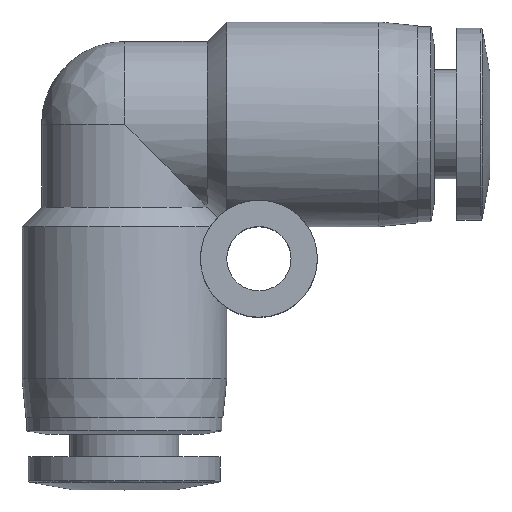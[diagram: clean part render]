
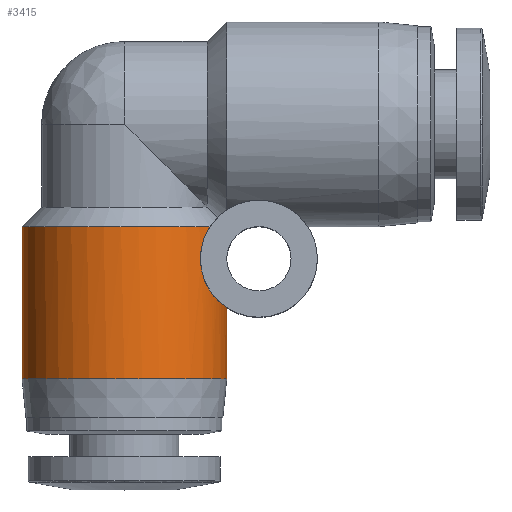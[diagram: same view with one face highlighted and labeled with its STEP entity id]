
A CAD part, top view. The second image highlights one B-rep face of the part: STEP entity #3415.
In plain terms, the highlighted cylindrical face has radius 5.25 mm (diameter 10.5 mm), a partial arc.
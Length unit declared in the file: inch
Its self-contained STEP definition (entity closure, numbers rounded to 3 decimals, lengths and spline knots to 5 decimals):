
#36 = AXIS2_PLACEMENT_3D ( 'NONE', #3659, #3647, #3637 ) ;
#81 = DIRECTION ( 'NONE',  ( 0., 1., 0. ) ) ;
#91 = DIRECTION ( 'NONE',  ( -1., 0., 0. ) ) ;
#102 = VECTOR ( 'NONE', #2971, 39.37008 ) ;
#134 = CARTESIAN_POINT ( 'NONE',  ( 0.17696, -0.34253, 0.107 ) ) ;
#147 = EDGE_CURVE ( 'NONE', #2786, #2714, #3592, .T. ) ;
#432 = CARTESIAN_POINT ( 'NONE',  ( 0.18744, -0.35463, 0.08743 ) ) ;
#603 = CARTESIAN_POINT ( 'NONE',  ( 0.17037, -0.21071, 0.11714 ) ) ;
#609 = ORIENTED_EDGE ( 'NONE', *, *, #147, .T. ) ;
#618 = AXIS2_PLACEMENT_3D ( 'NONE', #3658, #3646, #3635 ) ;
#634 = CARTESIAN_POINT ( 'NONE',  ( 0.16782, -0.21511, 0.12073 ) ) ;
#696 = DIRECTION ( 'NONE',  ( 0., 1., 0. ) ) ;
#717 = CYLINDRICAL_SURFACE ( 'NONE', #1204, 0.20669 ) ;
#742 = CARTESIAN_POINT ( 'NONE',  ( 0.15354, -0.28002, 0.13837 ) ) ;
#755 = CARTESIAN_POINT ( 'NONE',  ( 0.19625, -0.36264, 0.06536 ) ) ;
#812 = CARTESIAN_POINT ( 'NONE',  ( 0.20669, -0.3703, 0. ) ) ;
#847 = EDGE_CURVE ( 'NONE', #2230, #3663, #1573, .T. ) ;
#915 = LINE ( 'NONE', #3847, #102 ) ;
#939 = CARTESIAN_POINT ( 'NONE',  ( 0.16095, -0.23008, 0.12971 ) ) ;
#1056 = CARTESIAN_POINT ( 'NONE',  ( 0.20265, -0.36754, 0.04149 ) ) ;
#1190 = CARTESIAN_POINT ( 'NONE',  ( 0.20669, -0.51378, 0. ) ) ;
#1204 = AXIS2_PLACEMENT_3D ( 'NONE', #2181, #81, #91 ) ;
#1244 = CARTESIAN_POINT ( 'NONE',  ( 0.17301, -0.20669, 0.11309 ) ) ;
#1253 = CARTESIAN_POINT ( 'NONE',  ( 0.15598, -0.24701, 0.13563 ) ) ;
#1354 = CARTESIAN_POINT ( 'NONE',  ( 0.15447, -0.28852, 0.13736 ) ) ;
#1368 = CARTESIAN_POINT ( 'NONE',  ( 0.20617, -0.36996, 0.01684 ) ) ;
#1399 = LINE ( 'NONE', #3044, #1450 ) ;
#1425 = EDGE_CURVE ( 'NONE', #3663, #1517, #2632, .T. ) ;
#1450 = VECTOR ( 'NONE', #696, 39.37008 ) ;
#1517 = VERTEX_POINT ( 'NONE', #3349 ) ;
#1550 = CARTESIAN_POINT ( 'NONE',  ( 0.15354, -0.26544, 0.13837 ) ) ;
#1554 = ORIENTED_EDGE ( 'NONE', *, *, #2550, .F. ) ;
#1573 = CIRCLE ( 'NONE', #36, 0.20669 ) ;
#1652 = CARTESIAN_POINT ( 'NONE',  ( 0.16043, -0.31208, 0.13042 ) ) ;
#1661 = CARTESIAN_POINT ( 'NONE',  ( 0.20669, -0.3703, 0. ) ) ;
#1786 = EDGE_LOOP ( 'NONE', ( #609, #3484, #1554, #3632, #3702, #1915 ) ) ;
#1809 = CARTESIAN_POINT ( 'NONE',  ( -0.20669, -0.51378, 0. ) ) ;
#1915 = ORIENTED_EDGE ( 'NONE', *, *, #3219, .F. ) ;
#1946 = CARTESIAN_POINT ( 'NONE',  ( 0.16988, -0.33192, 0.11792 ) ) ;
#1974 = EDGE_CURVE ( 'NONE', #2714, #2186, #1399, .T. ) ;
#2016 = CARTESIAN_POINT ( 'NONE',  ( -0.20669, -0.20669, 0. ) ) ;
#2026 = B_SPLINE_CURVE_WITH_KNOTS ( 'NONE', 3,
 ( #2825, #742, #1354, #3406, #1652, #3707, #1946, #134, #2239, #432, #2534, #755, #2836, #1056, #3119, #1368, #3417, #1661 ),
 .UNSPECIFIED., .F., .F.,
 ( 4, 2, 2, 2, 2, 2, 2, 2, 4 ),
 ( 0.00189, 0.00253, 0.00317, 0.00381, 0.00445, 0.00508, 0.00572, 0.00636, 0.007 ),
 .UNSPECIFIED. ) ;
#2181 = CARTESIAN_POINT ( 'NONE',  ( 0., -0.36024, 0. ) ) ;
#2186 = VERTEX_POINT ( 'NONE', #812 ) ;
#2230 = VERTEX_POINT ( 'NONE', #2016 ) ;
#2239 = CARTESIAN_POINT ( 'NONE',  ( 0.18061, -0.34707, 0.10079 ) ) ;
#2534 = CARTESIAN_POINT ( 'NONE',  ( 0.19061, -0.35766, 0.08032 ) ) ;
#2550 = EDGE_CURVE ( 'NONE', #1517, #2186, #2026, .T. ) ;
#2584 = CARTESIAN_POINT ( 'NONE',  ( 0.17301, -0.20669, 0.11309 ) ) ;
#2632 = B_SPLINE_CURVE_WITH_KNOTS ( 'NONE', 3,
 ( #1244, #603, #634, #2716, #939, #3003, #1253, #3304, #1550, #3599 ),
 .UNSPECIFIED., .F., .F.,
 ( 4, 2, 2, 2, 4 ),
 ( 0., 0.00047, 0.00095, 0.00142, 0.00189 ),
 .UNSPECIFIED. ) ;
#2714 = VERTEX_POINT ( 'NONE', #1190 ) ;
#2716 = CARTESIAN_POINT ( 'NONE',  ( 0.16312, -0.22476, 0.127 ) ) ;
#2773 = FACE_OUTER_BOUND ( 'NONE', #1786, .T. ) ;
#2786 = VERTEX_POINT ( 'NONE', #1809 ) ;
#2825 = CARTESIAN_POINT ( 'NONE',  ( 0.15354, -0.27165, 0.13837 ) ) ;
#2836 = CARTESIAN_POINT ( 'NONE',  ( 0.19872, -0.36459, 0.05745 ) ) ;
#2971 = DIRECTION ( 'NONE',  ( 0., 1., 0. ) ) ;
#3003 = CARTESIAN_POINT ( 'NONE',  ( 0.15739, -0.2412, 0.13401 ) ) ;
#3044 = CARTESIAN_POINT ( 'NONE',  ( 0.20669, -0.36024, 0. ) ) ;
#3119 = CARTESIAN_POINT ( 'NONE',  ( 0.20415, -0.36858, 0.03336 ) ) ;
#3219 = EDGE_CURVE ( 'NONE', #2786, #2230, #915, .T. ) ;
#3304 = CARTESIAN_POINT ( 'NONE',  ( 0.15404, -0.25921, 0.13783 ) ) ;
#3349 = CARTESIAN_POINT ( 'NONE',  ( 0.15354, -0.27165, 0.13837 ) ) ;
#3406 = CARTESIAN_POINT ( 'NONE',  ( 0.15789, -0.30444, 0.13341 ) ) ;
#3415 = ADVANCED_FACE ( 'NONE', ( #2773 ), #717, .T. ) ;
#3417 = CARTESIAN_POINT ( 'NONE',  ( 0.20669, -0.3703, 0.00837 ) ) ;
#3484 = ORIENTED_EDGE ( 'NONE', *, *, #1974, .T. ) ;
#3592 = CIRCLE ( 'NONE', #618, 0.20669 ) ;
#3599 = CARTESIAN_POINT ( 'NONE',  ( 0.15354, -0.27165, 0.13837 ) ) ;
#3632 = ORIENTED_EDGE ( 'NONE', *, *, #1425, .F. ) ;
#3635 = DIRECTION ( 'NONE',  ( -1., 0., 0. ) ) ;
#3637 = DIRECTION ( 'NONE',  ( -1., 0., 0. ) ) ;
#3646 = DIRECTION ( 'NONE',  ( 0., 1., 0. ) ) ;
#3647 = DIRECTION ( 'NONE',  ( 0., 1., 0. ) ) ;
#3658 = CARTESIAN_POINT ( 'NONE',  ( 0., -0.51378, 0. ) ) ;
#3659 = CARTESIAN_POINT ( 'NONE',  ( 0., -0.20669, 0. ) ) ;
#3663 = VERTEX_POINT ( 'NONE', #2584 ) ;
#3702 = ORIENTED_EDGE ( 'NONE', *, *, #847, .F. ) ;
#3707 = CARTESIAN_POINT ( 'NONE',  ( 0.16639, -0.32574, 0.12272 ) ) ;
#3847 = CARTESIAN_POINT ( 'NONE',  ( -0.20669, -0.36024, 0. ) ) ;
